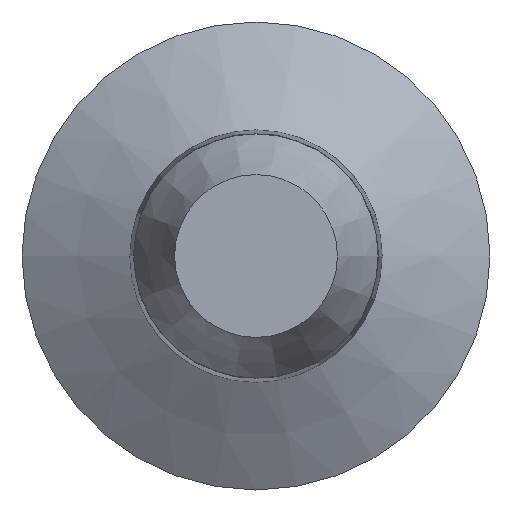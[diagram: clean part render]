
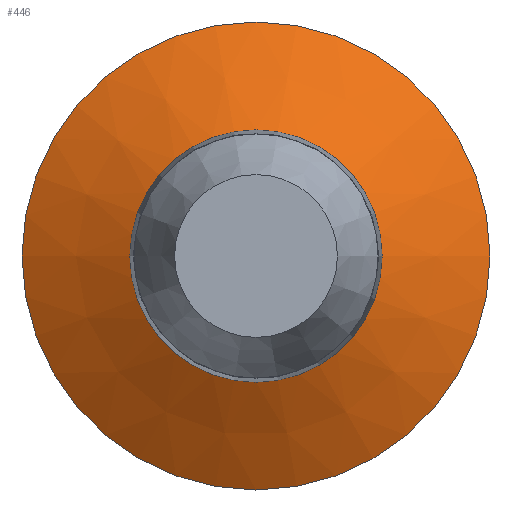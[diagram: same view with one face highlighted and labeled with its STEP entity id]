
A CAD part, front view. The second image highlights one B-rep face of the part: STEP entity #446.
In plain terms, the highlighted conical face has half-angle 60 degrees and reference radius 3.1 mm.
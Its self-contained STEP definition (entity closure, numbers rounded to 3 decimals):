
#140=CONICAL_SURFACE('',#2318,3.1,60.);
#190=FACE_BOUND('',#750,.T.);
#191=FACE_BOUND('',#751,.T.);
#339=CIRCLE('',#2315,3.1);
#340=CIRCLE('',#2317,5.75);
#446=ADVANCED_FACE('',(#190,#191),#140,.T.);
#750=EDGE_LOOP('',(#1211));
#751=EDGE_LOOP('',(#1212));
#1211=ORIENTED_EDGE('',*,*,#1780,.F.);
#1212=ORIENTED_EDGE('',*,*,#1779,.T.);
#1509=VERTEX_POINT('',#3849);
#1510=VERTEX_POINT('',#3852);
#1779=EDGE_CURVE('',#1509,#1509,#339,.T.);
#1780=EDGE_CURVE('',#1510,#1510,#340,.T.);
#2315=AXIS2_PLACEMENT_3D('',#3848,#2859,#2860);
#2317=AXIS2_PLACEMENT_3D('',#3851,#2863,#2864);
#2318=AXIS2_PLACEMENT_3D('',#3853,#2865,#2866);
#2859=DIRECTION('',(0.,1.,0.));
#2860=DIRECTION('',(1.,0.,0.));
#2863=DIRECTION('',(0.,1.,0.));
#2864=DIRECTION('',(1.,0.,0.));
#2865=DIRECTION('',(0.,1.,0.));
#2866=DIRECTION('',(1.,0.,0.));
#3848=CARTESIAN_POINT('',(0.,-18.042,0.));
#3849=CARTESIAN_POINT('',(3.1,-18.042,0.));
#3851=CARTESIAN_POINT('',(0.,-16.512,0.));
#3852=CARTESIAN_POINT('',(5.75,-16.512,0.));
#3853=CARTESIAN_POINT('',(0.,-18.042,0.));
